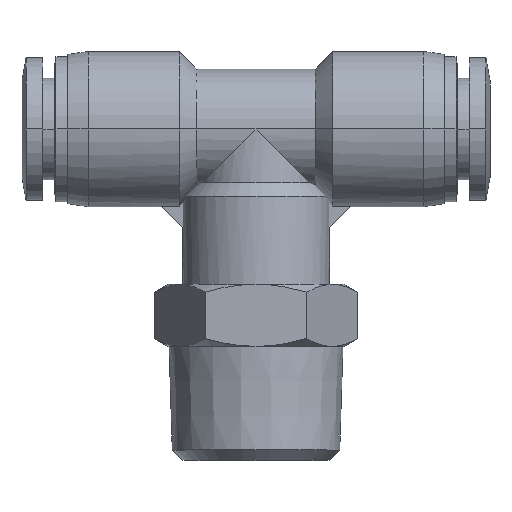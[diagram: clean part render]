
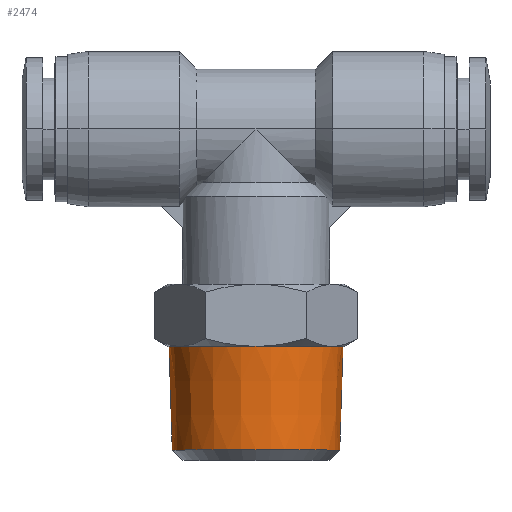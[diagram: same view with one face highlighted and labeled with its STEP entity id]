
A CAD part, top view. The second image highlights one B-rep face of the part: STEP entity #2474.
In plain terms, the highlighted conical face has half-angle 1.79 degrees and reference radius 8.4 mm.
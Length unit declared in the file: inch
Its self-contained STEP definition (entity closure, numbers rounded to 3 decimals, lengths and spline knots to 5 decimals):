
#276 = VERTEX_POINT ( 'NONE', #1727 ) ;
#303 = CIRCLE ( 'NONE', #1573, 0.33071 ) ;
#554 = DIRECTION ( 'NONE',  ( -0.031, 1., 0. ) ) ;
#565 = DIRECTION ( 'NONE',  ( 0., 1., 0. ) ) ;
#573 = CARTESIAN_POINT ( 'NONE',  ( -0.33071, -0.23622, 0. ) ) ;
#643 = CARTESIAN_POINT ( 'NONE',  ( 0.33071, -0.23622, 0. ) ) ;
#679 = EDGE_CURVE ( 'NONE', #4699, #4520, #1296, .T. ) ;
#803 = EDGE_CURVE ( 'NONE', #4186, #4520, #303, .T. ) ;
#888 = CARTESIAN_POINT ( 'NONE',  ( 0.33071, -0.23622, 0. ) ) ;
#1199 = LINE ( 'NONE', #643, #2170 ) ;
#1296 = LINE ( 'NONE', #573, #1311 ) ;
#1311 = VECTOR ( 'NONE', #554, 39.37008 ) ;
#1356 = AXIS2_PLACEMENT_3D ( 'NONE', #2740, #565, #4604 ) ;
#1573 = AXIS2_PLACEMENT_3D ( 'NONE', #4259, #4232, #4217 ) ;
#1727 = CARTESIAN_POINT ( 'NONE',  ( 0.3184, -0.62994, 0. ) ) ;
#1847 = ORIENTED_EDGE ( 'NONE', *, *, #2684, .T. ) ;
#1849 = CARTESIAN_POINT ( 'NONE',  ( 0., -0.62994, 0. ) ) ;
#2170 = VECTOR ( 'NONE', #4653, 39.37008 ) ;
#2203 = DIRECTION ( 'NONE',  ( -1., 0., 0. ) ) ;
#2474 = ADVANCED_FACE ( 'NONE', ( #2500 ), #3860, .T. ) ;
#2497 = AXIS2_PLACEMENT_3D ( 'NONE', #1849, #4374, #2203 ) ;
#2500 = FACE_OUTER_BOUND ( 'NONE', #2511, .T. ) ;
#2511 = EDGE_LOOP ( 'NONE', ( #3914, #1847, #4510, #4413 ) ) ;
#2538 = CIRCLE ( 'NONE', #2497, 0.3184 ) ;
#2684 = EDGE_CURVE ( 'NONE', #276, #4186, #1199, .T. ) ;
#2713 = CARTESIAN_POINT ( 'NONE',  ( -0.33071, -0.23622, 0. ) ) ;
#2740 = CARTESIAN_POINT ( 'NONE',  ( 0., -0.23622, 0. ) ) ;
#2826 = EDGE_CURVE ( 'NONE', #276, #4699, #2538, .T. ) ;
#3159 = CARTESIAN_POINT ( 'NONE',  ( -0.3184, -0.62994, 0. ) ) ;
#3860 = CONICAL_SURFACE ( 'NONE', #1356, 0.33071, 0.031 ) ;
#3914 = ORIENTED_EDGE ( 'NONE', *, *, #2826, .F. ) ;
#4186 = VERTEX_POINT ( 'NONE', #888 ) ;
#4217 = DIRECTION ( 'NONE',  ( -1., 0., 0. ) ) ;
#4232 = DIRECTION ( 'NONE',  ( 0., -1., 0. ) ) ;
#4259 = CARTESIAN_POINT ( 'NONE',  ( 0., -0.23622, 0. ) ) ;
#4374 = DIRECTION ( 'NONE',  ( 0., -1., 0. ) ) ;
#4413 = ORIENTED_EDGE ( 'NONE', *, *, #679, .F. ) ;
#4510 = ORIENTED_EDGE ( 'NONE', *, *, #803, .T. ) ;
#4520 = VERTEX_POINT ( 'NONE', #2713 ) ;
#4604 = DIRECTION ( 'NONE',  ( -1., 0., 0. ) ) ;
#4653 = DIRECTION ( 'NONE',  ( 0.031, 1., 0. ) ) ;
#4699 = VERTEX_POINT ( 'NONE', #3159 ) ;
